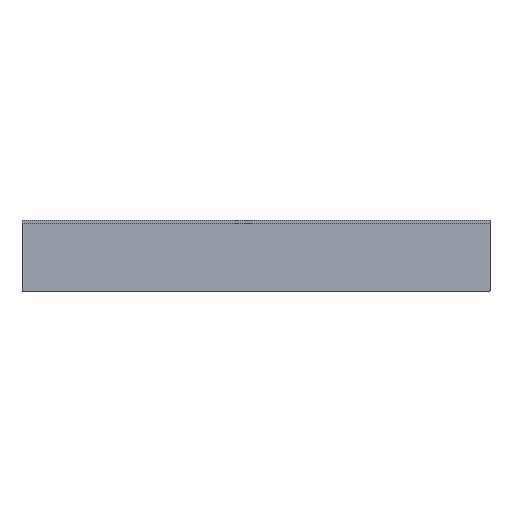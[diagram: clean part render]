
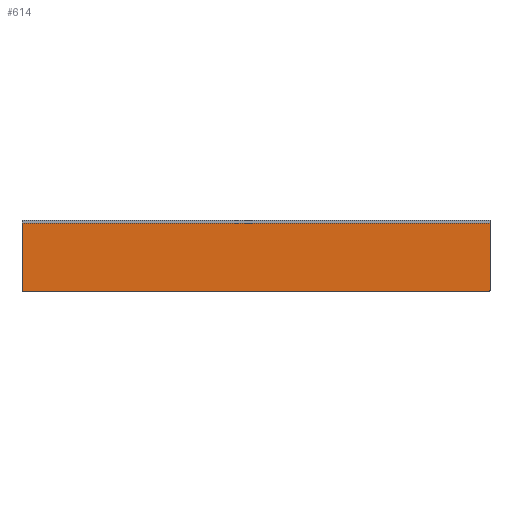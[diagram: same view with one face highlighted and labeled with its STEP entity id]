
A CAD part, top view. The second image highlights one B-rep face of the part: STEP entity #614.
In plain terms, the highlighted planar face has unit normal (0, 0, 1).
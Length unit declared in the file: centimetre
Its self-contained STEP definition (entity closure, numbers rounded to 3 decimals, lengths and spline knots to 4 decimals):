
#93=(
BOUNDED_CURVE()
B_SPLINE_CURVE(2,(#6362,#6363,#6364),.UNSPECIFIED.,.F.,.F.)
B_SPLINE_CURVE_WITH_KNOTS((3,3),(-1.,0.),.UNSPECIFIED.)
CURVE()
GEOMETRIC_REPRESENTATION_ITEM()
RATIONAL_B_SPLINE_CURVE((1.,0.707,1.))
REPRESENTATION_ITEM($)
);
#94=(
BOUNDED_CURVE()
B_SPLINE_CURVE(2,(#6365,#6366,#6367),.UNSPECIFIED.,.F.,.F.)
B_SPLINE_CURVE_WITH_KNOTS((3,3),(0.,1.),.UNSPECIFIED.)
CURVE()
GEOMETRIC_REPRESENTATION_ITEM()
RATIONAL_B_SPLINE_CURVE((1.,0.707,1.))
REPRESENTATION_ITEM($)
);
#614=ADVANCED_FACE($,(#942),#4194,.T.);
#942=FACE_OUTER_BOUND($,#1270,.T.);
#1270=EDGE_LOOP($,(#2098,#2099,#2100,#2101,#2102,#2103));
#2098=ORIENTED_EDGE($,*,*,#3185,.F.);
#2099=ORIENTED_EDGE($,*,*,#3175,.F.);
#2100=ORIENTED_EDGE($,*,*,#3174,.F.);
#2101=ORIENTED_EDGE($,*,*,#3180,.F.);
#2102=ORIENTED_EDGE($,*,*,#3184,.F.);
#2103=ORIENTED_EDGE($,*,*,#3181,.F.);
#3174=EDGE_CURVE($,#3774,#3775,#4602,.T.);
#3175=EDGE_CURVE($,#3775,#3781,#4603,.T.);
#3180=EDGE_CURVE($,#3780,#3774,#4608,.T.);
#3181=EDGE_CURVE($,#3783,#3782,#4609,.T.);
#3184=EDGE_CURVE($,#3782,#3780,#93,.T.);
#3185=EDGE_CURVE($,#3781,#3783,#94,.T.);
#3774=VERTEX_POINT($,#6416);
#3775=VERTEX_POINT($,#6417);
#3780=VERTEX_POINT($,#6422);
#3781=VERTEX_POINT($,#6423);
#3782=VERTEX_POINT($,#6424);
#3783=VERTEX_POINT($,#6425);
#4194=PLANE($,#4974);
#4602=B_SPLINE_CURVE_WITH_KNOTS($,1,(#6340,#6341),.UNSPECIFIED.,.F.,.F.,
(2,2),(0.,240.),.UNSPECIFIED.);
#4603=B_SPLINE_CURVE_WITH_KNOTS($,1,(#6342,#6343),.UNSPECIFIED.,.F.,.F.,
(2,2),(0.,34.4),.UNSPECIFIED.);
#4608=B_SPLINE_CURVE_WITH_KNOTS($,1,(#6352,#6353),.UNSPECIFIED.,.F.,.F.,
(2,2),(0.6,35.),.UNSPECIFIED.);
#4609=B_SPLINE_CURVE_WITH_KNOTS($,1,(#6354,#6355),.UNSPECIFIED.,.F.,.F.,
(2,2),(0.6,239.4),.UNSPECIFIED.);
#4974=AXIS2_PLACEMENT_3D($,#6388,#5225,$);
#5225=DIRECTION($,(0.,0.,1.));
#6340=CARTESIAN_POINT($,(0.,35.,177.5));
#6341=CARTESIAN_POINT($,(240.,35.,177.5));
#6342=CARTESIAN_POINT($,(240.,35.,177.5));
#6343=CARTESIAN_POINT($,(240.,0.6,177.5));
#6352=CARTESIAN_POINT($,(0.,0.6,177.5));
#6353=CARTESIAN_POINT($,(0.,35.,177.5));
#6354=CARTESIAN_POINT($,(239.4,0.,177.5));
#6355=CARTESIAN_POINT($,(0.6,0.,177.5));
#6362=CARTESIAN_POINT($,(0.6,0.,177.5));
#6363=CARTESIAN_POINT($,(0.,0.,177.5));
#6364=CARTESIAN_POINT($,(0.,0.6,177.5));
#6365=CARTESIAN_POINT($,(240.,0.6,177.5));
#6366=CARTESIAN_POINT($,(240.,0.,177.5));
#6367=CARTESIAN_POINT($,(239.4,0.,177.5));
#6388=CARTESIAN_POINT($,(0.,0.,177.5));
#6416=CARTESIAN_POINT($,(0.,35.,177.5));
#6417=CARTESIAN_POINT($,(240.,35.,177.5));
#6422=CARTESIAN_POINT($,(0.,0.6,177.5));
#6423=CARTESIAN_POINT($,(240.,0.6,177.5));
#6424=CARTESIAN_POINT($,(0.6,0.,177.5));
#6425=CARTESIAN_POINT($,(239.4,0.,177.5));
